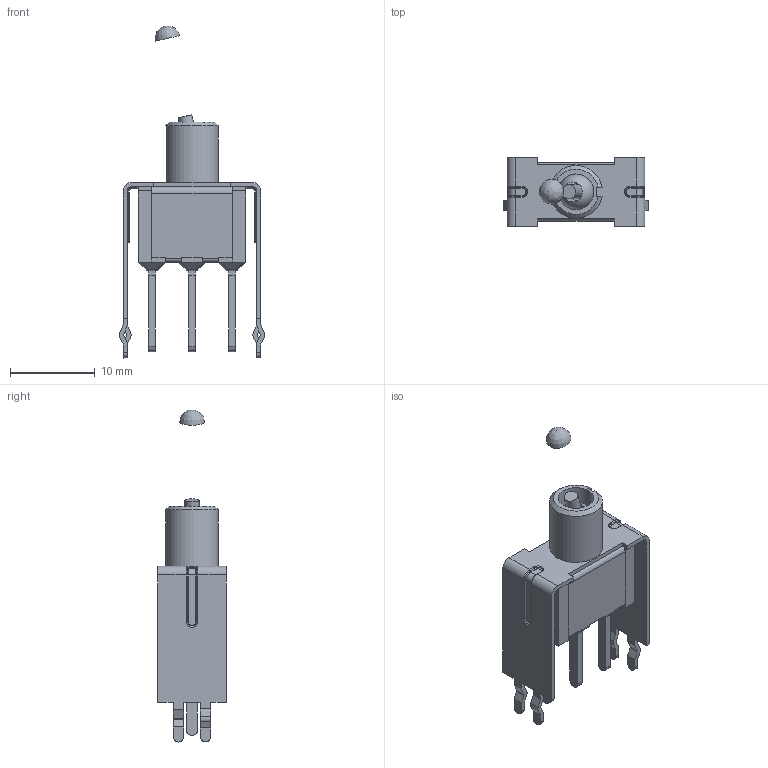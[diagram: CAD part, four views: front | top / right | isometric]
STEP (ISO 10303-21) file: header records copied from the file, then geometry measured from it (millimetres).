
FILE_DESCRIPTION(/* description */ (''),/* implementation_level */ '2;1');
FILE_NAME(/* name */ '100SPxT1B4VS31xE.stp',/* time_stamp */ '2026-01-16T18:49:15-06:00',/* author */ ('jmeyers'),/* organization */ (''),/* preprocessor_version */ 'ST-DEVELOPER v18.1',/* originating_system */ 'Autodesk Inventor 2022',/* authorisation */ '');
FILE_SCHEMA (('AUTOMOTIVE_DESIGN { 1 0 10303 214 3 1 1 }'));
Length unit declared in the file: inch
Products named in the file (1): Part154
Bounding box: 17.14 x 8.13 x 39.12 mm (x, y, z)
Volume: 1233.2 mm3; surface area: 1832.3 mm2
Topology: 1 solids, 6 shells, 383 faces, 974 edges, 590 vertices
Faces by surface type: plane 222, cylinder 107, torus 36, sphere 14, cone 3, bspline 1
Full cylindrical faces by diameter (mm): 1.65 x1, 4.2 x2
Entity records: 11457 total; most frequent: CARTESIAN_POINT 2086, DIRECTION 1995, ORIENTED_EDGE 1924, EDGE_CURVE 962, LINE 673, VECTOR 673, AXIS2_PLACEMENT_3D 661, VERTEX_POINT 590
